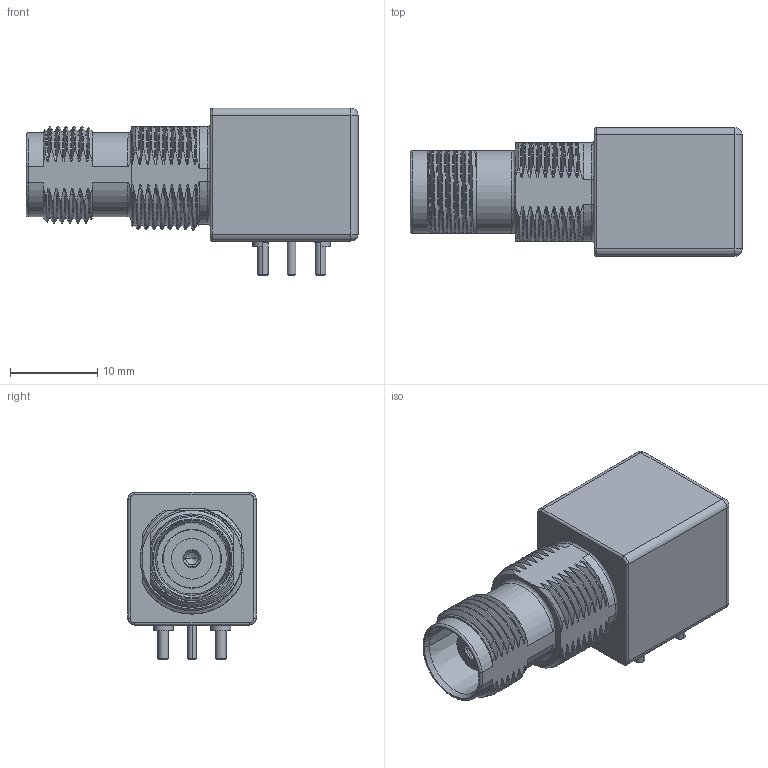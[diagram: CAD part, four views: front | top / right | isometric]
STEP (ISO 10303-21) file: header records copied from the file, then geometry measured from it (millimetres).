
FILE_DESCRIPTION((''),'2;1');
FILE_NAME('31-5660_SW0001','2017-03-02T',('Lokesh'),(''),'PRO/ENGINEER BY PARAMETRIC TECHNOLOGY CORPORATION, 2014440','PRO/ENGINEER BY PARAMETRIC TECHNOLOGY CORPORATION, 2014440','');
FILE_SCHEMA(('CONFIG_CONTROL_DESIGN'));
Products named in the file (1): 31-5660_SW0001
Bounding box: 38.1 x 14.73 x 19.21 mm (x, y, z)
Surface area: 3642.7 mm2 (no closed solid volume)
Topology: 0 solids, 15 shells, 335 faces, 966 edges, 642 vertices
Faces by surface type: bspline 130, cylinder 98, plane 45, cone 42, torus 13, sphere 7
Entity records: 44040 total; most frequent: CARTESIAN_POINT 36261, ORIENTED_EDGE 1782, DIRECTION 1224, EDGE_CURVE 961, VERTEX_POINT 642, AXIS2_PLACEMENT_3D 438, B_SPLINE_CURVE_WITH_KNOTS 380, EDGE_LOOP 349
